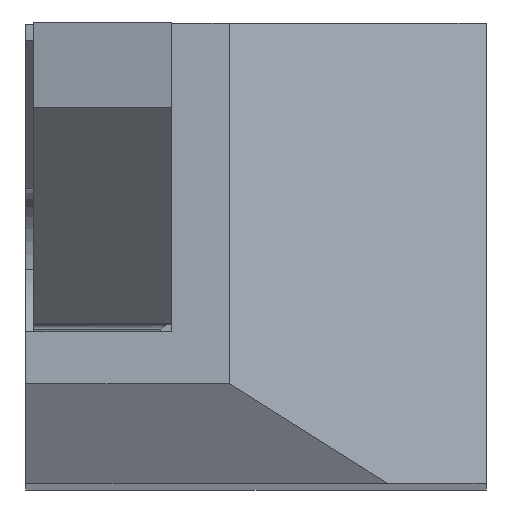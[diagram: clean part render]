
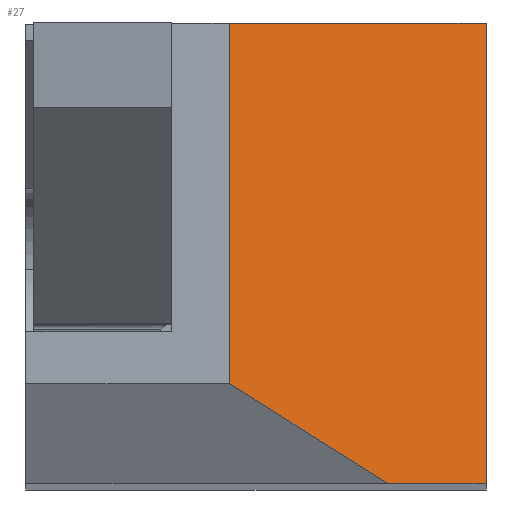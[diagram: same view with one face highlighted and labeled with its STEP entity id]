
A CAD part, top view. The second image highlights one B-rep face of the part: STEP entity #27.
In plain terms, the highlighted planar face has unit normal (0.342, 0, 0.94).
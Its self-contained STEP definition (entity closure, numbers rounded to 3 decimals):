
#27 = ADVANCED_FACE ( 'NONE', ( #34 ), #1170, .T. ) ;
#34 = FACE_OUTER_BOUND ( 'NONE', #654, .T. ) ;
#84 = EDGE_CURVE ( 'NONE', #1293, #578, #1021, .T. ) ;
#135 = DIRECTION ( 'NONE',  ( -0.94, 0., 0.342 ) ) ;
#206 = ORIENTED_EDGE ( 'NONE', *, *, #1871, .F. ) ;
#232 = EDGE_CURVE ( 'NONE', #1474, #1864, #259, .T. ) ;
#259 = LINE ( 'NONE', #1981, #1297 ) ;
#262 = ORIENTED_EDGE ( 'NONE', *, *, #84, .T. ) ;
#329 = CARTESIAN_POINT ( 'NONE',  ( 24., 0., -2.439 ) ) ;
#375 = ORIENTED_EDGE ( 'NONE', *, *, #789, .T. ) ;
#388 = LINE ( 'NONE', #2224, #1415 ) ;
#549 = CARTESIAN_POINT ( 'NONE',  ( 21.424, 0., -1.501 ) ) ;
#578 = VERTEX_POINT ( 'NONE', #1897 ) ;
#654 = EDGE_LOOP ( 'NONE', ( #916, #262, #206, #1038, #375 ) ) ;
#750 = DIRECTION ( 'NONE',  ( 0.342, 0., 0.94 ) ) ;
#789 = EDGE_CURVE ( 'NONE', #1864, #1329, #1844, .T. ) ;
#916 = ORIENTED_EDGE ( 'NONE', *, *, #1464, .T. ) ;
#963 = CARTESIAN_POINT ( 'NONE',  ( 17.3, 138.787, 0. ) ) ;
#1021 = LINE ( 'NONE', #1200, #2195 ) ;
#1038 = ORIENTED_EDGE ( 'NONE', *, *, #232, .T. ) ;
#1170 = PLANE ( 'NONE',  #2000 ) ;
#1200 = CARTESIAN_POINT ( 'NONE',  ( 17.3, 138.787, 0. ) ) ;
#1293 = VERTEX_POINT ( 'NONE', #1715 ) ;
#1297 = VECTOR ( 'NONE', #2115, 1000. ) ;
#1329 = VERTEX_POINT ( 'NONE', #1684 ) ;
#1350 = LINE ( 'NONE', #1823, #1757 ) ;
#1357 = DIRECTION ( 'NONE',  ( 0., 1., 0. ) ) ;
#1415 = VECTOR ( 'NONE', #1563, 1000. ) ;
#1464 = EDGE_CURVE ( 'NONE', #1329, #1293, #1350, .T. ) ;
#1474 = VERTEX_POINT ( 'NONE', #549 ) ;
#1563 = DIRECTION ( 'NONE',  ( -0.808, 0.51, 0.294 ) ) ;
#1684 = CARTESIAN_POINT ( 'NONE',  ( 24., 12., -2.439 ) ) ;
#1715 = CARTESIAN_POINT ( 'NONE',  ( 17.3, 12., 0. ) ) ;
#1757 = VECTOR ( 'NONE', #135, 1000. ) ;
#1823 = CARTESIAN_POINT ( 'NONE',  ( 55.356, 12., -13.851 ) ) ;
#1844 = LINE ( 'NONE', #329, #2151 ) ;
#1864 = VERTEX_POINT ( 'NONE', #2082 ) ;
#1871 = EDGE_CURVE ( 'NONE', #1474, #578, #388, .T. ) ;
#1897 = CARTESIAN_POINT ( 'NONE',  ( 17.3, 2.6, 0. ) ) ;
#1949 = DIRECTION ( 'NONE',  ( -0.94, 0., 0.342 ) ) ;
#1981 = CARTESIAN_POINT ( 'NONE',  ( 55.356, 0., -13.851 ) ) ;
#2000 = AXIS2_PLACEMENT_3D ( 'NONE', #963, #750, #1949 ) ;
#2082 = CARTESIAN_POINT ( 'NONE',  ( 24., 0., -2.439 ) ) ;
#2098 = DIRECTION ( 'NONE',  ( 0., -1., 0. ) ) ;
#2115 = DIRECTION ( 'NONE',  ( 0.94, 0., -0.342 ) ) ;
#2151 = VECTOR ( 'NONE', #1357, 1000. ) ;
#2195 = VECTOR ( 'NONE', #2098, 1000. ) ;
#2224 = CARTESIAN_POINT ( 'NONE',  ( -72.142, 58.986, 32.554 ) ) ;
